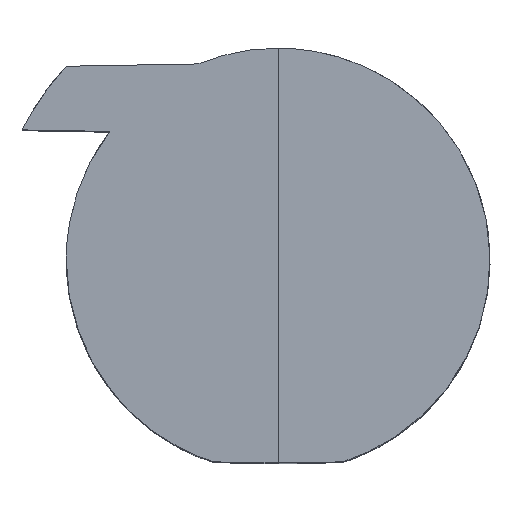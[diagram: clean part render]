
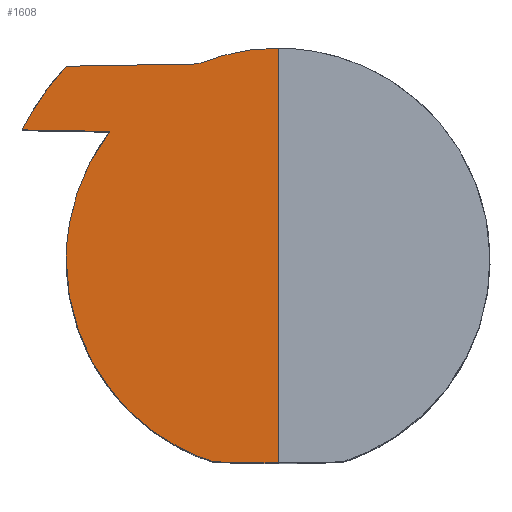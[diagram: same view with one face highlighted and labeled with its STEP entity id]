
A CAD part, top view. The second image highlights one B-rep face of the part: STEP entity #1608.
In plain terms, the highlighted planar face has unit normal (-0.018, 0, 1).
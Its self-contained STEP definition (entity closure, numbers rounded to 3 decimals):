
#83 = CARTESIAN_POINT ( 'NONE',  ( -11.904, 4.269, 6.631 ) ) ;
#91 = EDGE_CURVE ( 'NONE', #1657, #1353, #612, .T. ) ;
#120 =( BOUNDED_CURVE ( )  B_SPLINE_CURVE ( 3, ( #583, #1948, #962, #1455 ),
 .UNSPECIFIED., .F., .F. ) 
 B_SPLINE_CURVE_WITH_KNOTS ( ( 4, 4 ),
 ( 4.712, 5.101 ),
 .UNSPECIFIED. ) 
 CURVE ( )  GEOMETRIC_REPRESENTATION_ITEM ( )  RATIONAL_B_SPLINE_CURVE ( ( 1., 0.987, 0.987, 1. ) ) 
 REPRESENTATION_ITEM ( '' )  );
#122 = CARTESIAN_POINT ( 'NONE',  ( -6.9, -5.619, 6.719 ) ) ;
#128 = CARTESIAN_POINT ( 'NONE',  ( -9.433, -4.807, 6.674 ) ) ;
#132 = ORIENTED_EDGE ( 'NONE', *, *, #1802, .T. ) ;
#143 = CARTESIAN_POINT ( 'NONE',  ( -11., -2.659, 6.647 ) ) ;
#153 = CARTESIAN_POINT ( 'NONE',  ( -11., 0., 6.647 ) ) ;
#158 = CARTESIAN_POINT ( 'NONE',  ( -11.005, 5.397, 6.647 ) ) ;
#166 = CARTESIAN_POINT ( 'NONE',  ( -11., 0., 6.647 ) ) ;
#203 = VERTEX_POINT ( 'NONE', #166 ) ;
#205 = EDGE_CURVE ( 'NONE', #203, #1320, #993, .T. ) ;
#214 = VERTEX_POINT ( 'NONE', #158 ) ;
#250 = VECTOR ( 'NONE', #1143, 1000. ) ;
#255 = CARTESIAN_POINT ( 'NONE',  ( -7.333, 5.461, 6.711 ) ) ;
#279 = EDGE_CURVE ( 'NONE', #214, #1657, #789, .T. ) ;
#288 = VERTEX_POINT ( 'NONE', #255 ) ;
#328 =( BOUNDED_CURVE ( )  B_SPLINE_CURVE ( 3, ( #459, #1007, #1029, #1158 ),
 .UNSPECIFIED., .F., .F. ) 
 B_SPLINE_CURVE_WITH_KNOTS ( ( 4, 4 ),
 ( 5.631, 6.283 ),
 .UNSPECIFIED. ) 
 CURVE ( )  GEOMETRIC_REPRESENTATION_ITEM ( )  RATIONAL_B_SPLINE_CURVE ( ( 1., 0.965, 0.965, 1. ) ) 
 REPRESENTATION_ITEM ( '' )  );
#409 = CARTESIAN_POINT ( 'NONE',  ( -5.1, 5.5, 6.75 ) ) ;
#428 = DIRECTION ( 'NONE',  ( -0.017, 0., 1. ) ) ;
#429 = CARTESIAN_POINT ( 'NONE',  ( -11.493, 4.863, 6.638 ) ) ;
#435 = CARTESIAN_POINT ( 'NONE',  ( -9.788, 3.582, 6.668 ) ) ;
#458 = EDGE_CURVE ( 'NONE', #1320, #477, #1164, .T. ) ;
#459 = CARTESIAN_POINT ( 'NONE',  ( -9.788, 3.582, 6.668 ) ) ;
#473 = CARTESIAN_POINT ( 'NONE',  ( -6.9, -5.619, 6.719 ) ) ;
#477 = VERTEX_POINT ( 'NONE', #1754 ) ;
#482 = ORIENTED_EDGE ( 'NONE', *, *, #91, .T. ) ;
#551 = PLANE ( 'NONE',  #1837 ) ;
#564 = CARTESIAN_POINT ( 'NONE',  ( -11.005, 5.397, 6.647 ) ) ;
#583 = CARTESIAN_POINT ( 'NONE',  ( -5.1, 5.9, 6.75 ) ) ;
#601 = VECTOR ( 'NONE', #1103, 1000. ) ;
#608 = DIRECTION ( 'NONE',  ( 1., 0., 0.017 ) ) ;
#612 = LINE ( 'NONE', #1109, #250 ) ;
#674 = ORIENTED_EDGE ( 'NONE', *, *, #205, .T. ) ;
#675 = ORIENTED_EDGE ( 'NONE', *, *, #279, .T. ) ;
#718 = ORIENTED_EDGE ( 'NONE', *, *, #1054, .T. ) ;
#738 = CARTESIAN_POINT ( 'NONE',  ( -12.232, 3.624, 6.626 ) ) ;
#759 = ORIENTED_EDGE ( 'NONE', *, *, #1826, .T. ) ;
#789 =( BOUNDED_CURVE ( )  B_SPLINE_CURVE ( 3, ( #564, #429, #83, #1880 ),
 .UNSPECIFIED., .F., .F. ) 
 B_SPLINE_CURVE_WITH_KNOTS ( ( 4, 4 ),
 ( 2.401, 2.671 ),
 .UNSPECIFIED. ) 
 CURVE ( )  GEOMETRIC_REPRESENTATION_ITEM ( )  RATIONAL_B_SPLINE_CURVE ( ( 1., 0.994, 0.994, 1. ) ) 
 REPRESENTATION_ITEM ( '' )  );
#807 = ORIENTED_EDGE ( 'NONE', *, *, #1080, .T. ) ;
#829 = ORIENTED_EDGE ( 'NONE', *, *, #458, .T. ) ;
#835 = FACE_OUTER_BOUND ( 'NONE', #1872, .T. ) ;
#839 = CARTESIAN_POINT ( 'NONE',  ( -5.1, 5.5, 6.75 ) ) ;
#893 = DIRECTION ( 'NONE',  ( 1., -0.017, 0.017 ) ) ;
#899 = CARTESIAN_POINT ( 'NONE',  ( -5.162, -5.649, 6.749 ) ) ;
#962 = CARTESIAN_POINT ( 'NONE',  ( -6.622, 5.752, 6.723 ) ) ;
#977 = LINE ( 'NONE', #839, #601 ) ;
#986 = CARTESIAN_POINT ( 'NONE',  ( -5.1, 5.9, 6.75 ) ) ;
#993 =( BOUNDED_CURVE ( )  B_SPLINE_CURVE ( 3, ( #153, #143, #128, #122 ),
 .UNSPECIFIED., .F., .F. ) 
 B_SPLINE_CURVE_WITH_KNOTS ( ( 4, 4 ),
 ( 0., 1.261 ),
 .UNSPECIFIED. ) 
 CURVE ( )  GEOMETRIC_REPRESENTATION_ITEM ( )  RATIONAL_B_SPLINE_CURVE ( ( 1., 0.872, 0.872, 1. ) ) 
 REPRESENTATION_ITEM ( '' )  );
#1007 = CARTESIAN_POINT ( 'NONE',  ( -10.581, 2.544, 6.654 ) ) ;
#1025 = LINE ( 'NONE', #1125, #1755 ) ;
#1029 = CARTESIAN_POINT ( 'NONE',  ( -11., 1.306, 6.647 ) ) ;
#1043 = VERTEX_POINT ( 'NONE', #986 ) ;
#1054 = EDGE_CURVE ( 'NONE', #288, #214, #977, .T. ) ;
#1080 = EDGE_CURVE ( 'NONE', #477, #1043, #1025, .T. ) ;
#1103 = DIRECTION ( 'NONE',  ( -1., -0.017, -0.017 ) ) ;
#1109 = CARTESIAN_POINT ( 'NONE',  ( -5.135, 3.501, 6.749 ) ) ;
#1125 = CARTESIAN_POINT ( 'NONE',  ( -5.1, 5.5, 6.75 ) ) ;
#1139 = VECTOR ( 'NONE', #893, 1000. ) ;
#1143 = DIRECTION ( 'NONE',  ( 1., -0.017, 0.017 ) ) ;
#1156 = DIRECTION ( 'NONE',  ( 0., 1., 0. ) ) ;
#1158 = CARTESIAN_POINT ( 'NONE',  ( -11., 0., 6.647 ) ) ;
#1164 = LINE ( 'NONE', #899, #1139 ) ;
#1320 = VERTEX_POINT ( 'NONE', #473 ) ;
#1353 = VERTEX_POINT ( 'NONE', #435 ) ;
#1455 = CARTESIAN_POINT ( 'NONE',  ( -7.333, 5.461, 6.711 ) ) ;
#1608 = ADVANCED_FACE ( 'NONE', ( #835 ), #551, .T. ) ;
#1657 = VERTEX_POINT ( 'NONE', #738 ) ;
#1754 = CARTESIAN_POINT ( 'NONE',  ( -5.1, -5.65, 6.75 ) ) ;
#1755 = VECTOR ( 'NONE', #1156, 1000. ) ;
#1802 = EDGE_CURVE ( 'NONE', #1353, #203, #328, .T. ) ;
#1826 = EDGE_CURVE ( 'NONE', #1043, #288, #120, .T. ) ;
#1837 = AXIS2_PLACEMENT_3D ( 'NONE', #409, #428, #608 ) ;
#1872 = EDGE_LOOP ( 'NONE', ( #829, #807, #759, #718, #675, #482, #132, #674 ) ) ;
#1880 = CARTESIAN_POINT ( 'NONE',  ( -12.232, 3.624, 6.626 ) ) ;
#1948 = CARTESIAN_POINT ( 'NONE',  ( -5.868, 5.9, 6.737 ) ) ;
